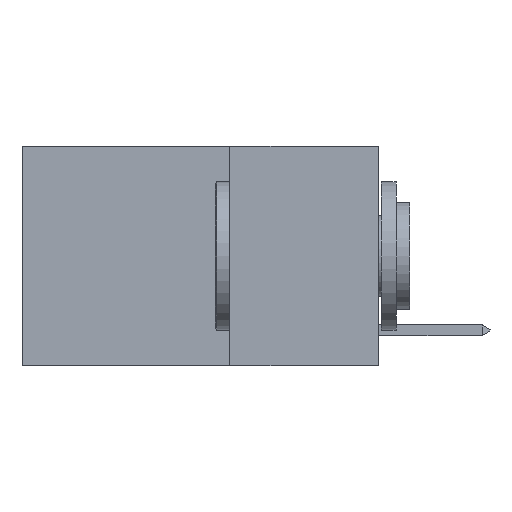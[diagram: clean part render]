
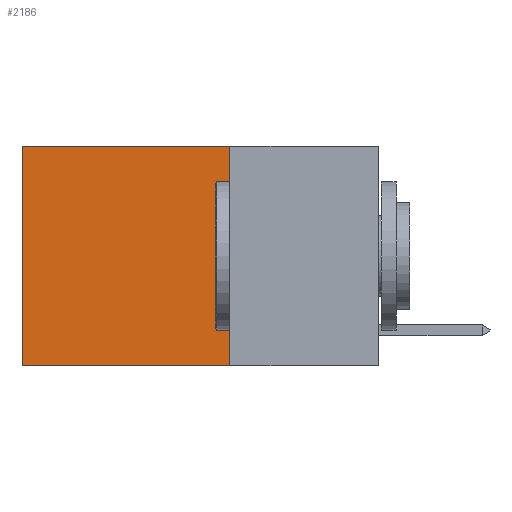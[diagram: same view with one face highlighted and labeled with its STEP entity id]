
A CAD part, left-side view. The second image highlights one B-rep face of the part: STEP entity #2186.
In plain terms, the highlighted planar face has unit normal (-1, 0, 0).
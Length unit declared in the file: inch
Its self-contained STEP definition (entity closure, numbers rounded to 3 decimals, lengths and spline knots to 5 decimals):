
#264 = DIRECTION ( 'NONE',  ( 0., 1., 0. ) ) ;
#785 = VERTEX_POINT ( 'NONE', #6534 ) ;
#1025 = VECTOR ( 'NONE', #7262, 39.37008 ) ;
#1211 = DIRECTION ( 'NONE',  ( 0., 0., -1. ) ) ;
#2186 = ADVANCED_FACE ( 'NONE', ( #17304 ), #5958, .F. ) ;
#3090 = CARTESIAN_POINT ( 'NONE',  ( 0.2625, 0.6, 0. ) ) ;
#4303 = CARTESIAN_POINT ( 'NONE',  ( 0.2625, 0.6, 0. ) ) ;
#4750 = EDGE_CURVE ( 'NONE', #22772, #14677, #13125, .T. ) ;
#4901 = LINE ( 'NONE', #24484, #1025 ) ;
#5468 = EDGE_CURVE ( 'NONE', #14677, #785, #4901, .T. ) ;
#5958 = PLANE ( 'NONE',  #24171 ) ;
#6055 = CARTESIAN_POINT ( 'NONE',  ( 0.2625, 0.25, 0. ) ) ;
#6534 = CARTESIAN_POINT ( 'NONE',  ( 0.2625, 0.6, -0.37 ) ) ;
#6801 = EDGE_LOOP ( 'NONE', ( #14938, #14722, #11149, #22974 ) ) ;
#7262 = DIRECTION ( 'NONE',  ( 0., 1., 0. ) ) ;
#9127 = EDGE_CURVE ( 'NONE', #22772, #16526, #9538, .T. ) ;
#9538 = LINE ( 'NONE', #6055, #19268 ) ;
#9862 = CARTESIAN_POINT ( 'NONE',  ( 0.2625, 0.25, -0.37 ) ) ;
#11149 = ORIENTED_EDGE ( 'NONE', *, *, #4750, .F. ) ;
#11557 = CARTESIAN_POINT ( 'NONE',  ( 0.2625, 0.25, 0. ) ) ;
#12720 = VECTOR ( 'NONE', #1211, 39.37008 ) ;
#13125 = LINE ( 'NONE', #22172, #15031 ) ;
#13996 = EDGE_CURVE ( 'NONE', #16526, #785, #22101, .T. ) ;
#14677 = VERTEX_POINT ( 'NONE', #9862 ) ;
#14722 = ORIENTED_EDGE ( 'NONE', *, *, #5468, .F. ) ;
#14938 = ORIENTED_EDGE ( 'NONE', *, *, #13996, .T. ) ;
#15031 = VECTOR ( 'NONE', #15284, 39.37008 ) ;
#15284 = DIRECTION ( 'NONE',  ( 0., 0., -1. ) ) ;
#15505 = DIRECTION ( 'NONE',  ( 1., 0., 0. ) ) ;
#16526 = VERTEX_POINT ( 'NONE', #4303 ) ;
#16583 = CARTESIAN_POINT ( 'NONE',  ( 0.2625, 0.25, 0. ) ) ;
#17304 = FACE_OUTER_BOUND ( 'NONE', #6801, .T. ) ;
#19268 = VECTOR ( 'NONE', #264, 39.37008 ) ;
#22101 = LINE ( 'NONE', #3090, #12720 ) ;
#22172 = CARTESIAN_POINT ( 'NONE',  ( 0.2625, 0.25, 0. ) ) ;
#22772 = VERTEX_POINT ( 'NONE', #16583 ) ;
#22951 = DIRECTION ( 'NONE',  ( 0., 0., -1. ) ) ;
#22974 = ORIENTED_EDGE ( 'NONE', *, *, #9127, .T. ) ;
#24171 = AXIS2_PLACEMENT_3D ( 'NONE', #11557, #15505, #22951 ) ;
#24484 = CARTESIAN_POINT ( 'NONE',  ( 0.2625, 0.25, -0.37 ) ) ;
